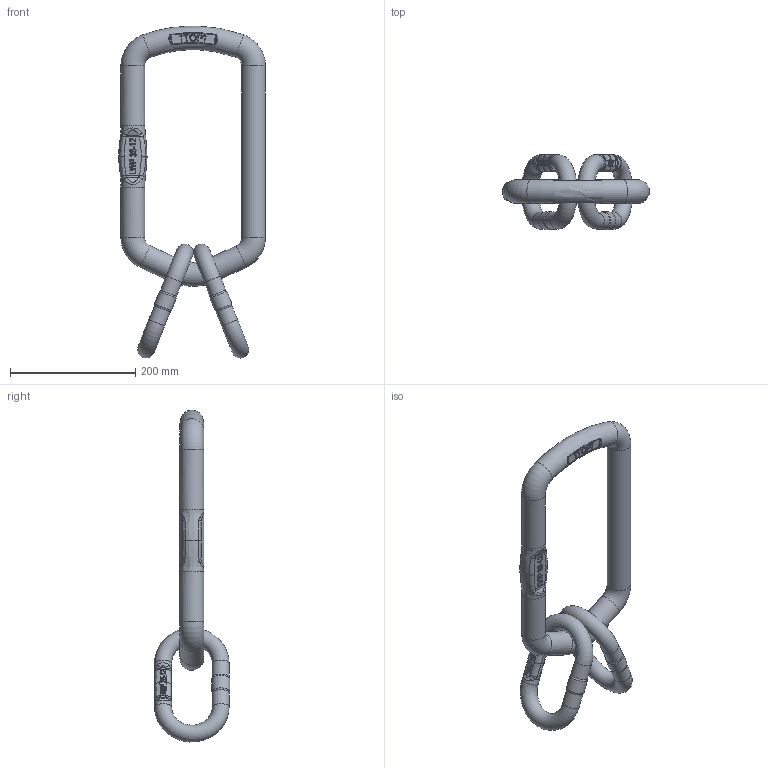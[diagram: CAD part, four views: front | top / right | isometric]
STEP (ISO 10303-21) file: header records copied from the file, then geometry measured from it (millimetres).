
FILE_DESCRIPTION(/* description */ (''),/* implementation_level */ '2;1');
FILE_NAME(/* name */ 'VLWP 4-13.stp',/* time_stamp */ '2022-05-13T10:08:08+02:00',/* author */ (''),/* organization */ (''),/* preprocessor_version */ 'ST-DEVELOPER v16',/* originating_system */ 'SIEMENS PLM Software NX 11.0',/* authorisation */ '');
FILE_SCHEMA (('AUTOMOTIVE_DESIGN { 1 0 10303 214 3 1 1 1 }'));
Length unit declared in the file: millimetre
Products named in the file (3): BWP 26 dummy; LWP 36 dummy; VLWP 4-13
Assembly tree (3 placements, depth 2):
  VLWP 4-13
    LWP 36 dummy
    BWP 26 dummy  x2
Bounding box: 234.8 x 120.66 x 530.46 mm (x, y, z)
Volume: 1656973.9 mm3; surface area: 197913.4 mm2
Topology: 3 solids, 3 shells, 573 faces, 1445 edges, 925 vertices
Faces by surface type: plane 276, extrusion 150, bspline 98, cylinder 31, torus 14, cone 4
Full cylindrical faces by diameter (mm): 27 x8, 29.025 x2, 38 x5
Entity records: 17851 total; most frequent: CARTESIAN_POINT 9087, ORIENTED_EDGE 2054, DIRECTION 1190, EDGE_CURVE 1027, VERTEX_POINT 670, B_SPLINE_CURVE_WITH_KNOTS 635, VECTOR 534, EDGE_LOOP 483
